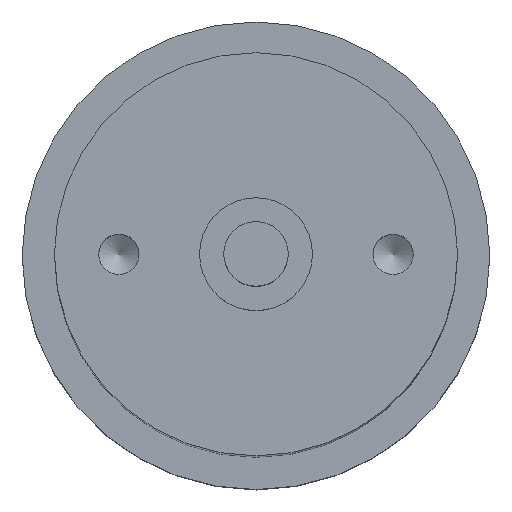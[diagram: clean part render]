
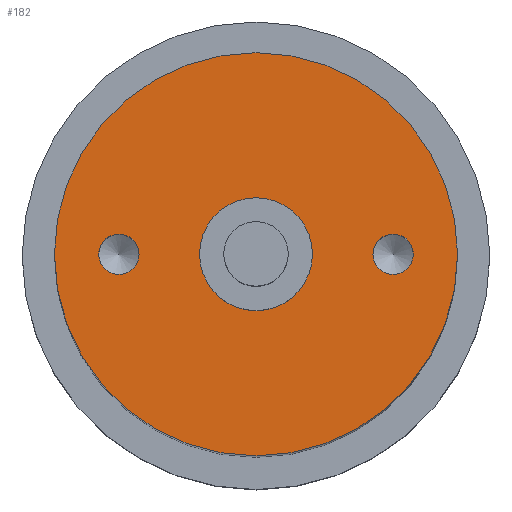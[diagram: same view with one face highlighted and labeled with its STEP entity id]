
A CAD part, top view. The second image highlights one B-rep face of the part: STEP entity #182.
In plain terms, the highlighted planar face has unit normal (0, 0, 1).
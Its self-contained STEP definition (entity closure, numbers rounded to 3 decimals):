
#45=FACE_BOUND('',#76,.T.);
#46=FACE_BOUND('',#77,.T.);
#47=FACE_BOUND('',#78,.T.);
#60=FACE_OUTER_BOUND('',#75,.T.);
#75=EDGE_LOOP('',(#161));
#76=EDGE_LOOP('',(#162));
#77=EDGE_LOOP('',(#163));
#78=EDGE_LOOP('',(#164));
#83=CIRCLE('',#206,1.25);
#85=CIRCLE('',#210,1.25);
#89=CIRCLE('',#217,3.5);
#90=CIRCLE('',#220,12.5);
#96=VERTEX_POINT('',#299);
#99=VERTEX_POINT('',#308);
#103=VERTEX_POINT('',#321);
#104=VERTEX_POINT('',#326);
#111=EDGE_CURVE('',#96,#96,#83,.T.);
#115=EDGE_CURVE('',#99,#99,#85,.T.);
#122=EDGE_CURVE('',#103,#103,#89,.T.);
#123=EDGE_CURVE('',#104,#104,#90,.T.);
#161=ORIENTED_EDGE('',*,*,#123,.T.);
#162=ORIENTED_EDGE('',*,*,#111,.T.);
#163=ORIENTED_EDGE('',*,*,#115,.T.);
#164=ORIENTED_EDGE('',*,*,#122,.T.);
#169=PLANE('',#221);
#182=ADVANCED_FACE('',(#60,#45,#46,#47),#169,.T.);
#206=AXIS2_PLACEMENT_3D('',#300,#244,#245);
#210=AXIS2_PLACEMENT_3D('',#309,#254,#255);
#217=AXIS2_PLACEMENT_3D('',#323,#271,#272);
#220=AXIS2_PLACEMENT_3D('',#327,#277,#278);
#221=AXIS2_PLACEMENT_3D('',#329,#280,#281);
#244=DIRECTION('center_axis',(0.,0.,-1.));
#245=DIRECTION('ref_axis',(1.,0.,0.));
#254=DIRECTION('center_axis',(0.,0.,-1.));
#255=DIRECTION('ref_axis',(1.,0.,0.));
#271=DIRECTION('center_axis',(0.,0.,-1.));
#272=DIRECTION('ref_axis',(1.,0.,0.));
#277=DIRECTION('center_axis',(0.,0.,1.));
#278=DIRECTION('ref_axis',(1.,0.,0.));
#280=DIRECTION('center_axis',(0.,0.,1.));
#281=DIRECTION('ref_axis',(1.,0.,0.));
#299=CARTESIAN_POINT('',(-9.75,0.,54.));
#300=CARTESIAN_POINT('Origin',(-8.5,0.,54.));
#308=CARTESIAN_POINT('',(7.25,0.,54.));
#309=CARTESIAN_POINT('Origin',(8.5,0.,54.));
#321=CARTESIAN_POINT('',(-3.5,0.,54.));
#323=CARTESIAN_POINT('Origin',(0.,0.,54.));
#326=CARTESIAN_POINT('',(-12.5,0.,54.));
#327=CARTESIAN_POINT('Origin',(0.,0.,54.));
#329=CARTESIAN_POINT('Origin',(0.,0.,54.));
